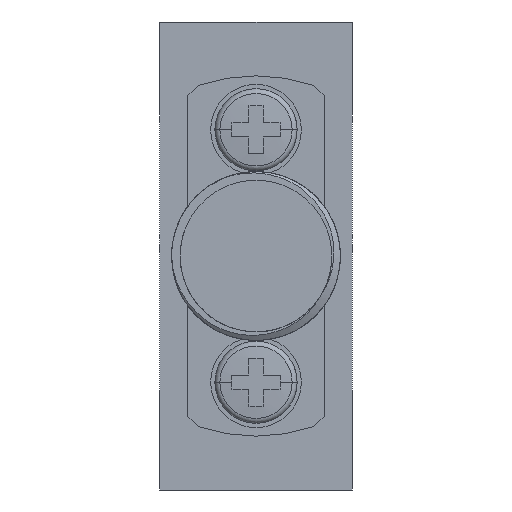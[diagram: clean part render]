
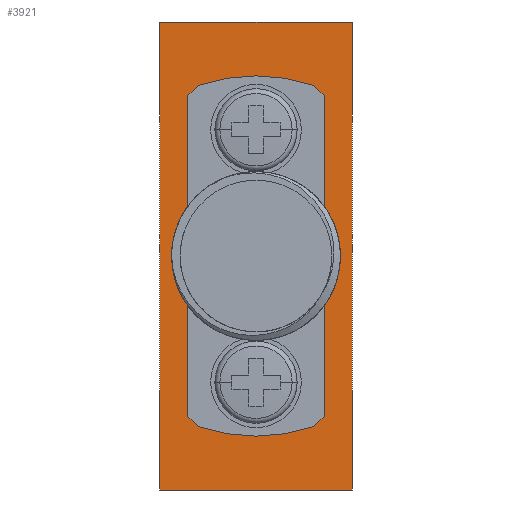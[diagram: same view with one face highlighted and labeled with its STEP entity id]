
A CAD part, left-side view. The second image highlights one B-rep face of the part: STEP entity #3921.
In plain terms, the highlighted planar face has unit normal (-1, 0, 0).
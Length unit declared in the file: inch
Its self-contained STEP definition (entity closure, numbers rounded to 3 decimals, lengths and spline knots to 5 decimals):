
#1522 = DIRECTION ( 'NONE',  ( 0., 0., -1. ) ) ;
#1788 = DIRECTION ( 'NONE',  ( 0., 1., 0. ) ) ;
#1959 = DIRECTION ( 'NONE',  ( -1., 0., 0. ) ) ;
#3202 = AXIS2_PLACEMENT_3D ( 'NONE', #19473, #3580, #13937 ) ;
#3580 = DIRECTION ( 'NONE',  ( -1., 0., 0. ) ) ;
#3714 = VECTOR ( 'NONE', #31301, 39.37008 ) ;
#3921 = ADVANCED_FACE ( 'NONE', ( #15378, #20421, #25651, #30825 ), #7623, .T. ) ;
#3961 = EDGE_CURVE ( 'NONE', #9854, #23368, #32451, .T. ) ;
#4017 = VECTOR ( 'NONE', #9401, 39.37008 ) ;
#4291 = DIRECTION ( 'NONE',  ( 0., 1., 0. ) ) ;
#4627 = CARTESIAN_POINT ( 'NONE',  ( -0.80709, -0.13386, 0.3248 ) ) ;
#4691 = VERTEX_POINT ( 'NONE', #26035 ) ;
#5128 = CARTESIAN_POINT ( 'NONE',  ( -0.80709, 0., 0. ) ) ;
#6180 = ORIENTED_EDGE ( 'NONE', *, *, #10969, .F. ) ;
#6274 = EDGE_CURVE ( 'NONE', #23368, #7678, #31819, .T. ) ;
#6661 = VECTOR ( 'NONE', #1788, 39.37008 ) ;
#7623 = PLANE ( 'NONE',  #3202 ) ;
#7678 = VERTEX_POINT ( 'NONE', #28377 ) ;
#8181 = DIRECTION ( 'NONE',  ( 0., -1., 0. ) ) ;
#8197 = DIRECTION ( 'NONE',  ( 0., -1., 0. ) ) ;
#8201 = VERTEX_POINT ( 'NONE', #15084 ) ;
#8270 = AXIS2_PLACEMENT_3D ( 'NONE', #17386, #1959, #19417 ) ;
#8383 = CIRCLE ( 'NONE', #13189, 0.09449 ) ;
#8594 = VERTEX_POINT ( 'NONE', #27455 ) ;
#9401 = DIRECTION ( 'NONE',  ( 0., 1., 0. ) ) ;
#9452 = CARTESIAN_POINT ( 'NONE',  ( -0.80709, -0.0748, 0.3248 ) ) ;
#9854 = VERTEX_POINT ( 'NONE', #4627 ) ;
#10250 = VERTEX_POINT ( 'NONE', #16815 ) ;
#10562 = DIRECTION ( 'NONE',  ( 1., 0., 0. ) ) ;
#10848 = DIRECTION ( 'NONE',  ( 1., 0., 0. ) ) ;
#10969 = EDGE_CURVE ( 'NONE', #16720, #4691, #30754, .T. ) ;
#11387 = EDGE_LOOP ( 'NONE', ( #16593, #31022 ) ) ;
#11576 = EDGE_CURVE ( 'NONE', #7678, #29005, #17844, .T. ) ;
#12469 = LINE ( 'NONE', #9452, #6661 ) ;
#13029 = CARTESIAN_POINT ( 'NONE',  ( -0.80709, -0.03346, -0.1752 ) ) ;
#13189 = AXIS2_PLACEMENT_3D ( 'NONE', #15933, #10848, #21106 ) ;
#13411 = AXIS2_PLACEMENT_3D ( 'NONE', #21137, #31572, #8197 ) ;
#13937 = DIRECTION ( 'NONE',  ( 0., 0., 1. ) ) ;
#14401 = AXIS2_PLACEMENT_3D ( 'NONE', #31387, #28804, #8181 ) ;
#14984 = EDGE_CURVE ( 'NONE', #31895, #8594, #22992, .T. ) ;
#15084 = CARTESIAN_POINT ( 'NONE',  ( -0.80709, -0.03346, 0.1752 ) ) ;
#15246 = ORIENTED_EDGE ( 'NONE', *, *, #3961, .F. ) ;
#15302 = DIRECTION ( 'NONE',  ( 0., -1., 0. ) ) ;
#15378 = FACE_BOUND ( 'NONE', #24817, .T. ) ;
#15933 = CARTESIAN_POINT ( 'NONE',  ( -0.80709, 0., 0. ) ) ;
#16593 = ORIENTED_EDGE ( 'NONE', *, *, #22284, .F. ) ;
#16720 = VERTEX_POINT ( 'NONE', #13029 ) ;
#16738 = CARTESIAN_POINT ( 'NONE',  ( -0.80709, 0.13386, 0.3248 ) ) ;
#16815 = CARTESIAN_POINT ( 'NONE',  ( -0.80709, 0.03346, 0.1752 ) ) ;
#17082 = CIRCLE ( 'NONE', #14401, 0.03346 ) ;
#17386 = CARTESIAN_POINT ( 'NONE',  ( -0.80709, 0., 0.1752 ) ) ;
#17602 = EDGE_CURVE ( 'NONE', #10250, #8201, #21713, .T. ) ;
#17844 = LINE ( 'NONE', #28378, #3714 ) ;
#18186 = CARTESIAN_POINT ( 'NONE',  ( -0.80709, -0.0748, -0.3248 ) ) ;
#18305 = EDGE_CURVE ( 'NONE', #4691, #16720, #33237, .T. ) ;
#19417 = DIRECTION ( 'NONE',  ( 0., 1., 0. ) ) ;
#19473 = CARTESIAN_POINT ( 'NONE',  ( -0.80709, -0.0748, -0.3248 ) ) ;
#19581 = ORIENTED_EDGE ( 'NONE', *, *, #6274, .F. ) ;
#20421 = FACE_OUTER_BOUND ( 'NONE', #29450, .T. ) ;
#20547 = EDGE_CURVE ( 'NONE', #8594, #31895, #8383, .T. ) ;
#21106 = DIRECTION ( 'NONE',  ( 0., 1., 0. ) ) ;
#21137 = CARTESIAN_POINT ( 'NONE',  ( -0.80709, 0., -0.1752 ) ) ;
#21520 = ORIENTED_EDGE ( 'NONE', *, *, #20547, .T. ) ;
#21647 = ORIENTED_EDGE ( 'NONE', *, *, #14984, .T. ) ;
#21713 = CIRCLE ( 'NONE', #8270, 0.03346 ) ;
#21853 = DIRECTION ( 'NONE',  ( -1., 0., 0. ) ) ;
#22284 = EDGE_CURVE ( 'NONE', #8201, #10250, #17082, .T. ) ;
#22314 = CARTESIAN_POINT ( 'NONE',  ( -0.80709, -0.13386, -0.3248 ) ) ;
#22992 = CIRCLE ( 'NONE', #29050, 0.09449 ) ;
#23368 = VERTEX_POINT ( 'NONE', #22314 ) ;
#24817 = EDGE_LOOP ( 'NONE', ( #21520, #21647 ) ) ;
#24894 = CARTESIAN_POINT ( 'NONE',  ( -0.80709, 0., -0.1752 ) ) ;
#25651 = FACE_BOUND ( 'NONE', #32915, .T. ) ;
#25869 = EDGE_CURVE ( 'NONE', #9854, #29005, #12469, .T. ) ;
#26035 = CARTESIAN_POINT ( 'NONE',  ( -0.80709, 0.03346, -0.1752 ) ) ;
#26460 = VECTOR ( 'NONE', #1522, 39.37008 ) ;
#27118 = CARTESIAN_POINT ( 'NONE',  ( -0.80709, -0.13386, 0.3248 ) ) ;
#27455 = CARTESIAN_POINT ( 'NONE',  ( -0.80709, 0.09449, 0. ) ) ;
#28377 = CARTESIAN_POINT ( 'NONE',  ( -0.80709, 0.13386, -0.3248 ) ) ;
#28378 = CARTESIAN_POINT ( 'NONE',  ( -0.80709, 0.13386, -0.3248 ) ) ;
#28804 = DIRECTION ( 'NONE',  ( -1., 0., 0. ) ) ;
#28839 = ORIENTED_EDGE ( 'NONE', *, *, #11576, .F. ) ;
#28844 = AXIS2_PLACEMENT_3D ( 'NONE', #24894, #21853, #4291 ) ;
#29005 = VERTEX_POINT ( 'NONE', #16738 ) ;
#29050 = AXIS2_PLACEMENT_3D ( 'NONE', #5128, #10562, #15302 ) ;
#29304 = ORIENTED_EDGE ( 'NONE', *, *, #18305, .F. ) ;
#29450 = EDGE_LOOP ( 'NONE', ( #19581, #15246, #31155, #28839 ) ) ;
#30406 = CARTESIAN_POINT ( 'NONE',  ( -0.80709, -0.09449, 0. ) ) ;
#30754 = CIRCLE ( 'NONE', #13411, 0.03346 ) ;
#30825 = FACE_BOUND ( 'NONE', #11387, .T. ) ;
#31022 = ORIENTED_EDGE ( 'NONE', *, *, #17602, .F. ) ;
#31155 = ORIENTED_EDGE ( 'NONE', *, *, #25869, .T. ) ;
#31301 = DIRECTION ( 'NONE',  ( 0., 0., 1. ) ) ;
#31387 = CARTESIAN_POINT ( 'NONE',  ( -0.80709, 0., 0.1752 ) ) ;
#31572 = DIRECTION ( 'NONE',  ( -1., 0., 0. ) ) ;
#31819 = LINE ( 'NONE', #18186, #4017 ) ;
#31895 = VERTEX_POINT ( 'NONE', #30406 ) ;
#32451 = LINE ( 'NONE', #27118, #26460 ) ;
#32915 = EDGE_LOOP ( 'NONE', ( #6180, #29304 ) ) ;
#33237 = CIRCLE ( 'NONE', #28844, 0.03346 ) ;
